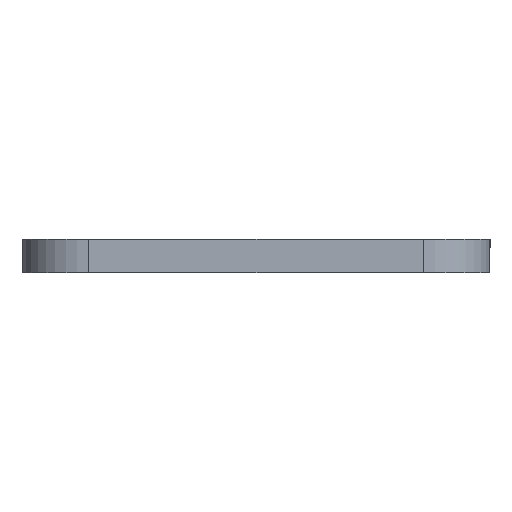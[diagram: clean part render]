
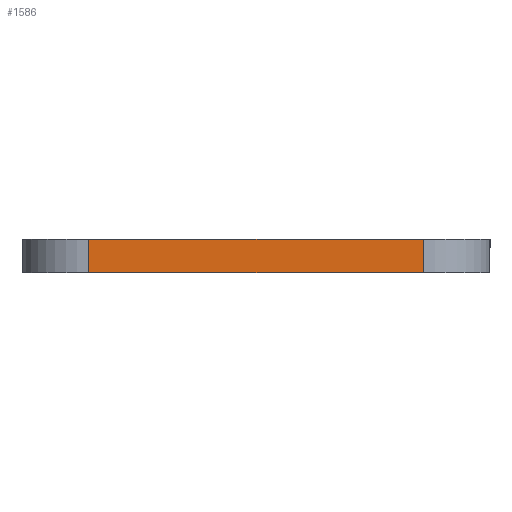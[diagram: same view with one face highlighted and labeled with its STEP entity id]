
A CAD part, front view. The second image highlights one B-rep face of the part: STEP entity #1586.
In plain terms, the highlighted planar face has unit normal (0, -1, 0).
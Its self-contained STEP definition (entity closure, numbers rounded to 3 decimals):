
#388=CARTESIAN_POINT('',(5.,-40.0,-0.5));
#389=VERTEX_POINT('',#388);
#397=CARTESIAN_POINT('',(-5.,-40.0,-0.5));
#398=VERTEX_POINT('',#397);
#399=CARTESIAN_POINT('',(-5.,-40.0,-0.5));
#400=DIRECTION('',(1.0,0.0,0.0));
#401=VECTOR('',#400,10.0);
#402=LINE('',#399,#401);
#403=EDGE_CURVE('',#398,#389,#402,.T.);
#1196=CARTESIAN_POINT('',(-5.,-40.0,0.5));
#1197=VERTEX_POINT('',#1196);
#1205=CARTESIAN_POINT('',(5.,-40.0,0.5));
#1206=VERTEX_POINT('',#1205);
#1207=CARTESIAN_POINT('',(5.,-40.0,0.5));
#1208=DIRECTION('',(-1.0,0.0,0.0));
#1209=VECTOR('',#1208,10.0);
#1210=LINE('',#1207,#1209);
#1211=EDGE_CURVE('',#1206,#1197,#1210,.T.);
#1561=CARTESIAN_POINT('',(5.,-40.0,0.5));
#1562=DIRECTION('',(0.0,0.0,-1.0));
#1563=VECTOR('',#1562,1.0);
#1564=LINE('',#1561,#1563);
#1565=EDGE_CURVE('',#1206,#389,#1564,.T.);
#1570=CARTESIAN_POINT('',(7.,-40.0,0.0));
#1571=DIRECTION('',(0.0,-1.0,0.0));
#1572=DIRECTION('',(0.0,0.0,-1.0));
#1573=AXIS2_PLACEMENT_3D('',#1570,#1571,#1572);
#1574=PLANE('',#1573);
#1575=ORIENTED_EDGE('',*,*,#1565,.F.);
#1576=ORIENTED_EDGE('',*,*,#1211,.T.);
#1577=CARTESIAN_POINT('',(-5.,-40.0,-0.5));
#1578=DIRECTION('',(0.0,0.0,1.0));
#1579=VECTOR('',#1578,1.0);
#1580=LINE('',#1577,#1579);
#1581=EDGE_CURVE('',#398,#1197,#1580,.T.);
#1582=ORIENTED_EDGE('',*,*,#1581,.F.);
#1583=ORIENTED_EDGE('',*,*,#403,.T.);
#1584=EDGE_LOOP('',(#1575,#1576,#1582,#1583));
#1585=FACE_OUTER_BOUND('',#1584,.T.);
#1586=ADVANCED_FACE('',(#1585),#1574,.T.);
